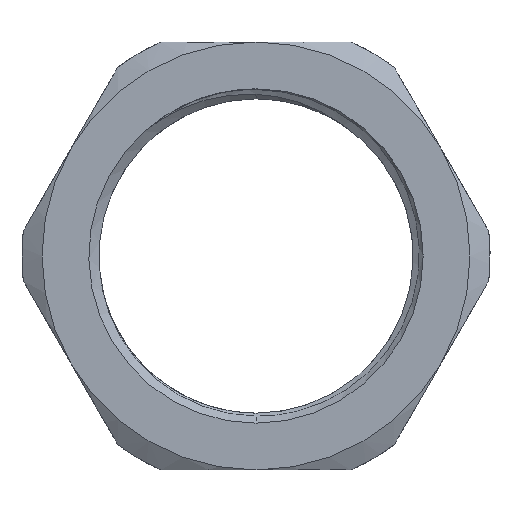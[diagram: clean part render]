
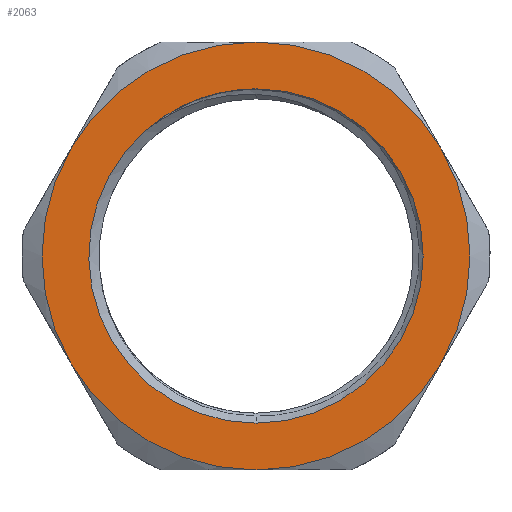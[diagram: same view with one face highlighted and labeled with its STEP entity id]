
A CAD part, front view. The second image highlights one B-rep face of the part: STEP entity #2063.
In plain terms, the highlighted planar face has unit normal (0, -1, 0).
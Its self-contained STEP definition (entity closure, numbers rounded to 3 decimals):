
#160 = DIRECTION ( 'NONE',  ( 0., 0., 1. ) ) ;
#202 = DIRECTION ( 'NONE',  ( 0., 1., 0. ) ) ;
#208 = EDGE_CURVE ( 'NONE', #2034, #1755, #544, .T. ) ;
#244 = DIRECTION ( 'NONE',  ( 0., 1., 0. ) ) ;
#323 = PLANE ( 'NONE',  #1288 ) ;
#418 = CIRCLE ( 'NONE', #1914, 16. ) ;
#438 = DIRECTION ( 'NONE',  ( 0., 0., -1. ) ) ;
#490 = CARTESIAN_POINT ( 'NONE',  ( 0., 0., 0. ) ) ;
#500 = VERTEX_POINT ( 'NONE', #2068 ) ;
#520 = CARTESIAN_POINT ( 'NONE',  ( 0., 0., 0. ) ) ;
#533 = EDGE_LOOP ( 'NONE', ( #3488, #1377, #1080, #3451, #3237, #1600 ) ) ;
#541 = AXIS2_PLACEMENT_3D ( 'NONE', #520, #1675, #3104 ) ;
#544 = CIRCLE ( 'NONE', #2656, 16. ) ;
#549 = ORIENTED_EDGE ( 'NONE', *, *, #2721, .T. ) ;
#586 = CARTESIAN_POINT ( 'NONE',  ( 0., 0., -16. ) ) ;
#627 = EDGE_LOOP ( 'NONE', ( #1812, #2684, #683, #549 ) ) ;
#662 = AXIS2_PLACEMENT_3D ( 'NONE', #2538, #3384, #3496 ) ;
#671 = DIRECTION ( 'NONE',  ( 0., -1., 0. ) ) ;
#683 = ORIENTED_EDGE ( 'NONE', *, *, #730, .T. ) ;
#719 = CARTESIAN_POINT ( 'NONE',  ( 0., 0., -12.5 ) ) ;
#730 = EDGE_CURVE ( 'NONE', #1328, #2943, #1717, .T. ) ;
#776 = CARTESIAN_POINT ( 'NONE',  ( -3.886, 0., 11.881 ) ) ;
#902 = CIRCLE ( 'NONE', #3074, 16. ) ;
#946 = CARTESIAN_POINT ( 'NONE',  ( -13.856, 0., -8. ) ) ;
#1005 = CARTESIAN_POINT ( 'NONE',  ( 0., 0., 0. ) ) ;
#1029 = EDGE_CURVE ( 'NONE', #3275, #500, #902, .T. ) ;
#1054 = CARTESIAN_POINT ( 'NONE',  ( 0., 0., 0. ) ) ;
#1067 = DIRECTION ( 'NONE',  ( 0., 0., 1. ) ) ;
#1080 = ORIENTED_EDGE ( 'NONE', *, *, #2793, .T. ) ;
#1240 = CARTESIAN_POINT ( 'NONE',  ( 13.856, 0., -8. ) ) ;
#1288 = AXIS2_PLACEMENT_3D ( 'NONE', #1005, #3577, #3270 ) ;
#1328 = VERTEX_POINT ( 'NONE', #2635 ) ;
#1361 = AXIS2_PLACEMENT_3D ( 'NONE', #1453, #2321, #3422 ) ;
#1377 = ORIENTED_EDGE ( 'NONE', *, *, #2304, .T. ) ;
#1453 = CARTESIAN_POINT ( 'NONE',  ( 0., 0., 0. ) ) ;
#1595 = AXIS2_PLACEMENT_3D ( 'NONE', #490, #202, #2024 ) ;
#1600 = ORIENTED_EDGE ( 'NONE', *, *, #1029, .T. ) ;
#1675 = DIRECTION ( 'NONE',  ( 0., 1., 0. ) ) ;
#1704 = EDGE_CURVE ( 'NONE', #1755, #3275, #1730, .T. ) ;
#1717 = CIRCLE ( 'NONE', #1595, 12.5 ) ;
#1730 = CIRCLE ( 'NONE', #3701, 16. ) ;
#1755 = VERTEX_POINT ( 'NONE', #586 ) ;
#1812 = ORIENTED_EDGE ( 'NONE', *, *, #3214, .T. ) ;
#1914 = AXIS2_PLACEMENT_3D ( 'NONE', #3428, #3125, #1968 ) ;
#1968 = DIRECTION ( 'NONE',  ( 0., 0., -1. ) ) ;
#2015 = VERTEX_POINT ( 'NONE', #3215 ) ;
#2024 = DIRECTION ( 'NONE',  ( 0., 0., 1. ) ) ;
#2034 = VERTEX_POINT ( 'NONE', #946 ) ;
#2063 = ADVANCED_FACE ( 'NONE', ( #2401, #2715 ), #323, .F. ) ;
#2068 = CARTESIAN_POINT ( 'NONE',  ( 13.856, 0., 8. ) ) ;
#2181 = CIRCLE ( 'NONE', #3229, 12.5 ) ;
#2221 = CIRCLE ( 'NONE', #541, 12.5 ) ;
#2228 = EDGE_CURVE ( 'NONE', #3100, #1328, #2771, .T. ) ;
#2304 = EDGE_CURVE ( 'NONE', #2015, #2433, #2885, .T. ) ;
#2321 = DIRECTION ( 'NONE',  ( 0., -1., 0. ) ) ;
#2350 = EDGE_CURVE ( 'NONE', #500, #2015, #2652, .T. ) ;
#2354 = CARTESIAN_POINT ( 'NONE',  ( 0., 0., 0. ) ) ;
#2401 = FACE_BOUND ( 'NONE', #627, .T. ) ;
#2433 = VERTEX_POINT ( 'NONE', #3570 ) ;
#2538 = CARTESIAN_POINT ( 'NONE',  ( 0., 0., 0. ) ) ;
#2632 = CARTESIAN_POINT ( 'NONE',  ( 0., 0., 0. ) ) ;
#2635 = CARTESIAN_POINT ( 'NONE',  ( 0., 0., 12.5 ) ) ;
#2652 = CIRCLE ( 'NONE', #662, 16. ) ;
#2656 = AXIS2_PLACEMENT_3D ( 'NONE', #3324, #2730, #3557 ) ;
#2684 = ORIENTED_EDGE ( 'NONE', *, *, #2228, .T. ) ;
#2715 = FACE_OUTER_BOUND ( 'NONE', #533, .T. ) ;
#2721 = EDGE_CURVE ( 'NONE', #2943, #3466, #2221, .T. ) ;
#2730 = DIRECTION ( 'NONE',  ( 0., -1., 0. ) ) ;
#2748 = CARTESIAN_POINT ( 'NONE',  ( 0., 0., 0. ) ) ;
#2771 = CIRCLE ( 'NONE', #3014, 12.5 ) ;
#2793 = EDGE_CURVE ( 'NONE', #2433, #2034, #418, .T. ) ;
#2817 = DIRECTION ( 'NONE',  ( 0., 1., 0. ) ) ;
#2885 = CIRCLE ( 'NONE', #1361, 16. ) ;
#2943 = VERTEX_POINT ( 'NONE', #719 ) ;
#3014 = AXIS2_PLACEMENT_3D ( 'NONE', #2632, #244, #1067 ) ;
#3074 = AXIS2_PLACEMENT_3D ( 'NONE', #2748, #671, #438 ) ;
#3095 = CARTESIAN_POINT ( 'NONE',  ( -8.343, 0., 9.308 ) ) ;
#3100 = VERTEX_POINT ( 'NONE', #776 ) ;
#3104 = DIRECTION ( 'NONE',  ( 0., 0., 1. ) ) ;
#3125 = DIRECTION ( 'NONE',  ( 0., -1., 0. ) ) ;
#3181 = DIRECTION ( 'NONE',  ( 0., -1., 0. ) ) ;
#3214 = EDGE_CURVE ( 'NONE', #3466, #3100, #2181, .T. ) ;
#3215 = CARTESIAN_POINT ( 'NONE',  ( 0., 0., 16. ) ) ;
#3229 = AXIS2_PLACEMENT_3D ( 'NONE', #1054, #2817, #160 ) ;
#3237 = ORIENTED_EDGE ( 'NONE', *, *, #1704, .T. ) ;
#3259 = DIRECTION ( 'NONE',  ( 0., 0., -1. ) ) ;
#3270 = DIRECTION ( 'NONE',  ( 0., 0., 1. ) ) ;
#3275 = VERTEX_POINT ( 'NONE', #1240 ) ;
#3324 = CARTESIAN_POINT ( 'NONE',  ( 0., 0., 0. ) ) ;
#3384 = DIRECTION ( 'NONE',  ( 0., -1., 0. ) ) ;
#3422 = DIRECTION ( 'NONE',  ( 0., 0., -1. ) ) ;
#3428 = CARTESIAN_POINT ( 'NONE',  ( 0., 0., 0. ) ) ;
#3451 = ORIENTED_EDGE ( 'NONE', *, *, #208, .T. ) ;
#3466 = VERTEX_POINT ( 'NONE', #3095 ) ;
#3488 = ORIENTED_EDGE ( 'NONE', *, *, #2350, .T. ) ;
#3496 = DIRECTION ( 'NONE',  ( 0., 0., -1. ) ) ;
#3557 = DIRECTION ( 'NONE',  ( 0., 0., -1. ) ) ;
#3570 = CARTESIAN_POINT ( 'NONE',  ( -13.856, 0., 8. ) ) ;
#3577 = DIRECTION ( 'NONE',  ( 0., 1., 0. ) ) ;
#3701 = AXIS2_PLACEMENT_3D ( 'NONE', #2354, #3181, #3259 ) ;
